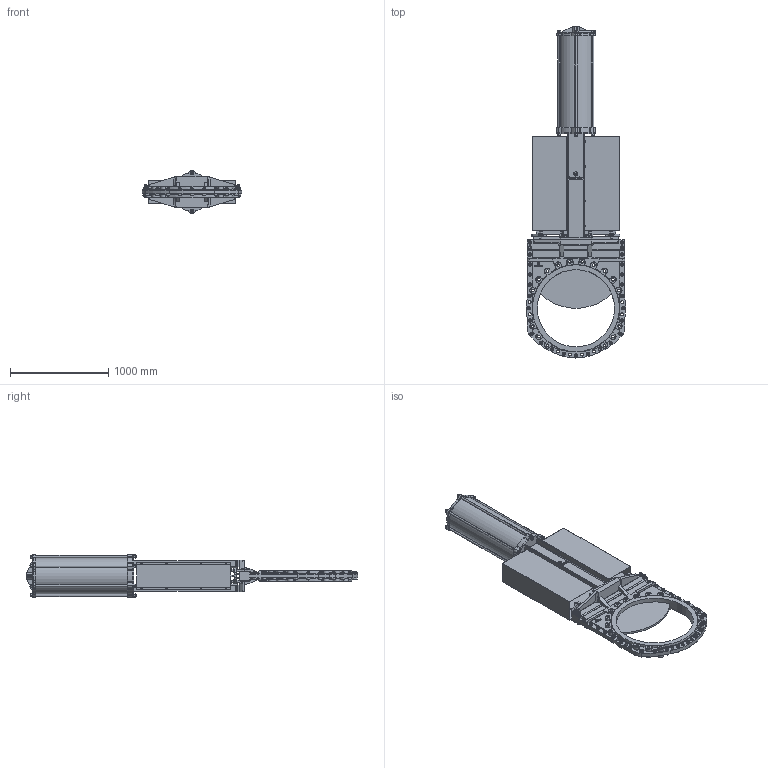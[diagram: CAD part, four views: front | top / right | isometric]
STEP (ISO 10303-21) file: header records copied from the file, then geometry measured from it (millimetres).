
FILE_DESCRIPTION (( 'STEP AP214' ), '1' );
FILE_NAME ('EB DN800_CAST IRON_PNEUMATIC.STEP', '2012-04-25T06:50:43', ( 'Usuario' ), ( '' ), 'SwSTEP 2.0', 'SolidWorks 2011', '' );
FILE_SCHEMA (( 'AUTOMOTIVE_DESIGN' ));
Length unit declared in the file: millimetre
Products named in the file (1): EB DN800_CAST IRON_PNEUMATIC
Bounding box: 1010.77 x 3377 x 442.97 mm (x, y, z)
Surface area: 10895477.5 mm2 (no closed solid volume)
Topology: 0 solids, 247 shells, 2143 faces, 8323 edges, 5963 vertices
Faces by surface type: plane 981, cylinder 655, torus 226, cone 140, bspline 105, sphere 36
Entity records: 123386 total; most frequent: CARTESIAN_POINT 33364, DIRECTION 13885, ORIENTED_EDGE 12078, EDGE_CURVE 8317, VERTEX_POINT 5963, AXIS2_PLACEMENT_3D 5188, VECTOR 3509, LINE 3509
